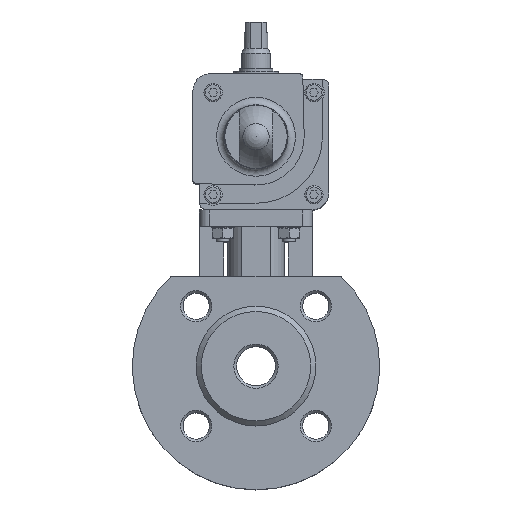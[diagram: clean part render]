
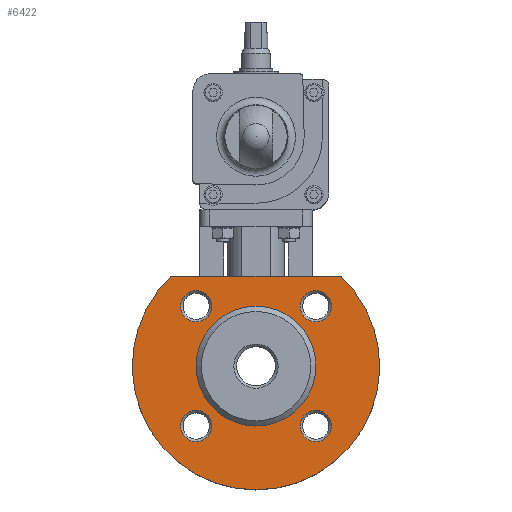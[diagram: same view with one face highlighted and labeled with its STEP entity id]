
A CAD part, top view. The second image highlights one B-rep face of the part: STEP entity #6422.
In plain terms, the highlighted face is planar.
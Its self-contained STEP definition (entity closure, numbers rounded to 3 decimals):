
#271=LINE('',#9714,#831);
#831=VECTOR('',#7694,1000.);
#1347=PLANE('',#6935);
#1683=ORIENTED_EDGE('',*,*,#3415,.F.);
#1684=ORIENTED_EDGE('',*,*,#3416,.F.);
#1685=ORIENTED_EDGE('',*,*,#3417,.F.);
#1686=ORIENTED_EDGE('',*,*,#3418,.F.);
#1687=ORIENTED_EDGE('',*,*,#3419,.F.);
#1688=ORIENTED_EDGE('',*,*,#3379,.F.);
#1689=ORIENTED_EDGE('',*,*,#3414,.T.);
#3379=EDGE_CURVE('',#4249,#4250,#271,.T.);
#3414=EDGE_CURVE('',#4249,#4250,#4859,.T.);
#3415=EDGE_CURVE('',#4275,#4275,#4860,.T.);
#3416=EDGE_CURVE('',#4276,#4276,#4861,.T.);
#3417=EDGE_CURVE('',#4277,#4277,#4862,.T.);
#3418=EDGE_CURVE('',#4278,#4278,#4863,.T.);
#3419=EDGE_CURVE('',#4279,#4279,#4864,.T.);
#4249=VERTEX_POINT('',#9713);
#4250=VERTEX_POINT('',#9715);
#4275=VERTEX_POINT('',#9782);
#4276=VERTEX_POINT('',#9784);
#4277=VERTEX_POINT('',#9786);
#4278=VERTEX_POINT('',#9788);
#4279=VERTEX_POINT('',#9790);
#4859=CIRCLE('',#6934,47.5);
#4860=CIRCLE('',#6936,23.);
#4861=CIRCLE('',#6937,6.);
#4862=CIRCLE('',#6938,6.);
#4863=CIRCLE('',#6939,6.);
#4864=CIRCLE('',#6940,6.);
#5158=EDGE_LOOP('',(#1683));
#5159=EDGE_LOOP('',(#1684));
#5160=EDGE_LOOP('',(#1685));
#5161=EDGE_LOOP('',(#1686));
#5162=EDGE_LOOP('',(#1687));
#5163=EDGE_LOOP('',(#1688,#1689));
#5740=FACE_BOUND('',#5158,.T.);
#5741=FACE_BOUND('',#5159,.T.);
#5742=FACE_BOUND('',#5160,.T.);
#5743=FACE_BOUND('',#5161,.T.);
#5744=FACE_BOUND('',#5162,.T.);
#5745=FACE_BOUND('',#5163,.T.);
#6422=ADVANCED_FACE('',(#5740,#5741,#5742,#5743,#5744,#5745),#1347,.F.);
#6934=AXIS2_PLACEMENT_3D('',#9779,#7760,#7761);
#6935=AXIS2_PLACEMENT_3D('',#9780,#7762,#7763);
#6936=AXIS2_PLACEMENT_3D('',#9781,#7764,#7765);
#6937=AXIS2_PLACEMENT_3D('',#9783,#7766,#7767);
#6938=AXIS2_PLACEMENT_3D('',#9785,#7768,#7769);
#6939=AXIS2_PLACEMENT_3D('',#9787,#7770,#7771);
#6940=AXIS2_PLACEMENT_3D('',#9789,#7772,#7773);
#7694=DIRECTION('',(-1.,0.,0.));
#7760=DIRECTION('',(0.,0.,-1.));
#7761=DIRECTION('',(-1.,0.,0.));
#7762=DIRECTION('',(0.,0.,1.));
#7763=DIRECTION('',(1.,0.,0.));
#7764=DIRECTION('',(0.,0.,-1.));
#7765=DIRECTION('',(-1.,0.,0.));
#7766=DIRECTION('',(0.,0.,-1.));
#7767=DIRECTION('',(-1.,0.,0.));
#7768=DIRECTION('',(0.,0.,-1.));
#7769=DIRECTION('',(-1.,0.,0.));
#7770=DIRECTION('',(0.,0.,-1.));
#7771=DIRECTION('',(-1.,0.,0.));
#7772=DIRECTION('',(0.,0.,-1.));
#7773=DIRECTION('',(-1.,0.,0.));
#9713=CARTESIAN_POINT('',(32.65,34.5,-18.));
#9714=CARTESIAN_POINT('',(0.,34.5,-18.));
#9715=CARTESIAN_POINT('',(-32.65,34.5,-18.));
#9779=CARTESIAN_POINT('',(0.,0.,-18.));
#9780=CARTESIAN_POINT('',(0.,47.5,-18.));
#9781=CARTESIAN_POINT('',(0.,0.,-18.));
#9782=CARTESIAN_POINT('',(-23.,0.,-18.));
#9783=CARTESIAN_POINT('',(22.981,22.981,-18.));
#9784=CARTESIAN_POINT('',(16.981,22.981,-18.));
#9785=CARTESIAN_POINT('',(22.981,-22.981,-18.));
#9786=CARTESIAN_POINT('',(16.981,-22.981,-18.));
#9787=CARTESIAN_POINT('',(-22.981,-22.981,-18.));
#9788=CARTESIAN_POINT('',(-28.981,-22.981,-18.));
#9789=CARTESIAN_POINT('',(-22.981,22.981,-18.));
#9790=CARTESIAN_POINT('',(-28.981,22.981,-18.));
